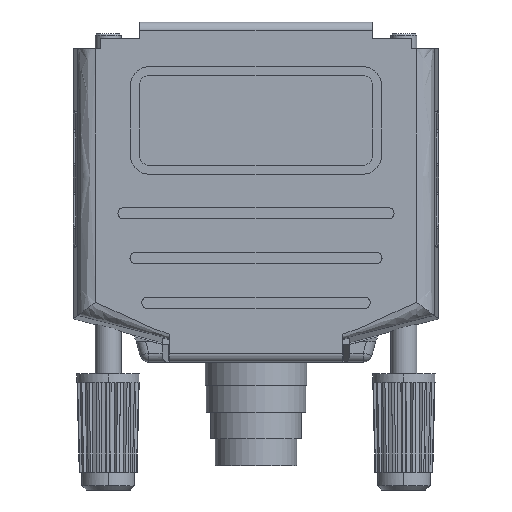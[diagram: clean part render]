
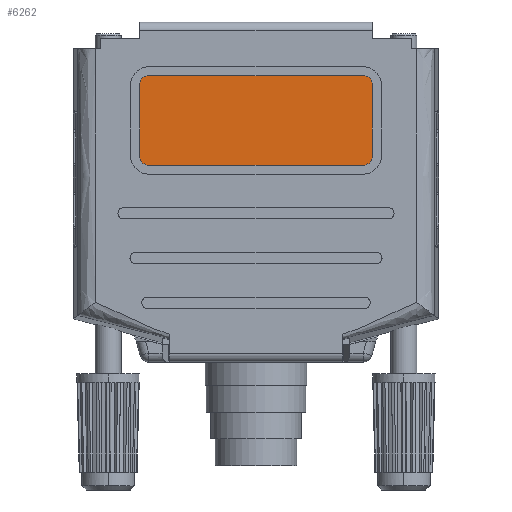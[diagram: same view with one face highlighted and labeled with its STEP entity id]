
A CAD part, front view. The second image highlights one B-rep face of the part: STEP entity #6262.
In plain terms, the highlighted planar face has unit normal (0, -1, 0).
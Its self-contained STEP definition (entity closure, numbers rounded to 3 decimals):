
#451 = DIRECTION ( 'NONE',  ( 1., 0., 0. ) ) ;
#2416 = ORIENTED_EDGE ( 'NONE', *, *, #26052, .T. ) ;
#2606 = CARTESIAN_POINT ( 'NONE',  ( 13., 0.1, -7. ) ) ;
#2785 = CARTESIAN_POINT ( 'NONE',  ( -13., 0.1, -7. ) ) ;
#2927 = EDGE_LOOP ( 'NONE', ( #4026, #3042, #8080, #20648, #25198, #6023, #2416, #22023 ) ) ;
#3042 = ORIENTED_EDGE ( 'NONE', *, *, #23973, .T. ) ;
#3055 = EDGE_CURVE ( 'NONE', #7599, #10086, #22937, .T. ) ;
#4026 = ORIENTED_EDGE ( 'NONE', *, *, #16044, .T. ) ;
#4196 = DIRECTION ( 'NONE',  ( 1., 0., 0. ) ) ;
#4393 = LINE ( 'NONE', #25438, #23793 ) ;
#5172 = EDGE_CURVE ( 'NONE', #27898, #22575, #25588, .T. ) ;
#5479 = DIRECTION ( 'NONE',  ( 0., 0., -1. ) ) ;
#5599 = FACE_OUTER_BOUND ( 'NONE', #2927, .T. ) ;
#5893 = DIRECTION ( 'NONE',  ( 0., -1., 0. ) ) ;
#6023 = ORIENTED_EDGE ( 'NONE', *, *, #14424, .T. ) ;
#6262 = ADVANCED_FACE ( 'NONE', ( #5599 ), #19178, .T. ) ;
#7229 = CARTESIAN_POINT ( 'NONE',  ( -13., 0.1, -7. ) ) ;
#7441 = CARTESIAN_POINT ( 'NONE',  ( -12., 0.1, -7. ) ) ;
#7599 = VERTEX_POINT ( 'NONE', #26702 ) ;
#7733 = DIRECTION ( 'NONE',  ( 0., -1., 0. ) ) ;
#7908 = DIRECTION ( 'NONE',  ( 1., 0., 0. ) ) ;
#8080 = ORIENTED_EDGE ( 'NONE', *, *, #3055, .T. ) ;
#8676 = CARTESIAN_POINT ( 'NONE',  ( 12., 0.1, -16. ) ) ;
#9232 = CARTESIAN_POINT ( 'NONE',  ( -12., 0.1, -15. ) ) ;
#9660 = DIRECTION ( 'NONE',  ( -1., 0., 0. ) ) ;
#9846 = DIRECTION ( 'NONE',  ( 0., 0., 1. ) ) ;
#10085 = DIRECTION ( 'NONE',  ( 1., 0., 0. ) ) ;
#10086 = VERTEX_POINT ( 'NONE', #20259 ) ;
#10459 = AXIS2_PLACEMENT_3D ( 'NONE', #12093, #5893, #10085 ) ;
#10761 = CARTESIAN_POINT ( 'NONE',  ( -13., 0.1, -15. ) ) ;
#10779 = CIRCLE ( 'NONE', #12607, 1. ) ;
#10835 = LINE ( 'NONE', #8676, #14963 ) ;
#11865 = CARTESIAN_POINT ( 'NONE',  ( 12., 0.1, -7. ) ) ;
#12093 = CARTESIAN_POINT ( 'NONE',  ( 12., 0.1, -15. ) ) ;
#12607 = AXIS2_PLACEMENT_3D ( 'NONE', #23801, #16997, #7908 ) ;
#12614 = EDGE_CURVE ( 'NONE', #16999, #19454, #10835, .T. ) ;
#13135 = AXIS2_PLACEMENT_3D ( 'NONE', #9232, #20052, #9660 ) ;
#13176 = VERTEX_POINT ( 'NONE', #10761 ) ;
#13182 = VECTOR ( 'NONE', #9846, 1000. ) ;
#13304 = EDGE_CURVE ( 'NONE', #10086, #27898, #4393, .T. ) ;
#13599 = LINE ( 'NONE', #2606, #13182 ) ;
#13926 = DIRECTION ( 'NONE',  ( 1., 0., 0. ) ) ;
#14147 = LINE ( 'NONE', #7229, #27468 ) ;
#14424 = EDGE_CURVE ( 'NONE', #22575, #13176, #14147, .T. ) ;
#14846 = DIRECTION ( 'NONE',  ( -1., 0., 0. ) ) ;
#14963 = VECTOR ( 'NONE', #4196, 1000. ) ;
#15549 = CARTESIAN_POINT ( 'NONE',  ( -12., 0.1, -6. ) ) ;
#16044 = EDGE_CURVE ( 'NONE', #19454, #27152, #10779, .T. ) ;
#16347 = CIRCLE ( 'NONE', #13135, 1. ) ;
#16997 = DIRECTION ( 'NONE',  ( 0., -1., 0. ) ) ;
#16999 = VERTEX_POINT ( 'NONE', #22680 ) ;
#18328 = CARTESIAN_POINT ( 'NONE',  ( 12., 0.1, -16. ) ) ;
#19178 = PLANE ( 'NONE',  #10459 ) ;
#19220 = AXIS2_PLACEMENT_3D ( 'NONE', #11865, #20257, #451 ) ;
#19454 = VERTEX_POINT ( 'NONE', #18328 ) ;
#19548 = AXIS2_PLACEMENT_3D ( 'NONE', #7441, #7733, #13926 ) ;
#20052 = DIRECTION ( 'NONE',  ( 0., -1., 0. ) ) ;
#20257 = DIRECTION ( 'NONE',  ( 0., -1., 0. ) ) ;
#20259 = CARTESIAN_POINT ( 'NONE',  ( 12., 0.1, -6. ) ) ;
#20648 = ORIENTED_EDGE ( 'NONE', *, *, #13304, .T. ) ;
#21718 = CARTESIAN_POINT ( 'NONE',  ( 13., 0.1, -15. ) ) ;
#22023 = ORIENTED_EDGE ( 'NONE', *, *, #12614, .T. ) ;
#22575 = VERTEX_POINT ( 'NONE', #2785 ) ;
#22680 = CARTESIAN_POINT ( 'NONE',  ( -12., 0.1, -16. ) ) ;
#22937 = CIRCLE ( 'NONE', #19220, 1. ) ;
#23793 = VECTOR ( 'NONE', #14846, 1000. ) ;
#23801 = CARTESIAN_POINT ( 'NONE',  ( 12., 0.1, -15. ) ) ;
#23973 = EDGE_CURVE ( 'NONE', #27152, #7599, #13599, .T. ) ;
#25198 = ORIENTED_EDGE ( 'NONE', *, *, #5172, .T. ) ;
#25438 = CARTESIAN_POINT ( 'NONE',  ( 12., 0.1, -6. ) ) ;
#25588 = CIRCLE ( 'NONE', #19548, 1. ) ;
#26052 = EDGE_CURVE ( 'NONE', #13176, #16999, #16347, .T. ) ;
#26702 = CARTESIAN_POINT ( 'NONE',  ( 13., 0.1, -7. ) ) ;
#27152 = VERTEX_POINT ( 'NONE', #21718 ) ;
#27468 = VECTOR ( 'NONE', #5479, 1000. ) ;
#27898 = VERTEX_POINT ( 'NONE', #15549 ) ;
